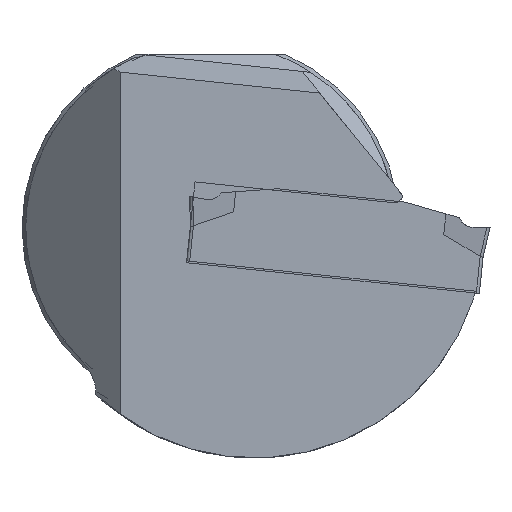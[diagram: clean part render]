
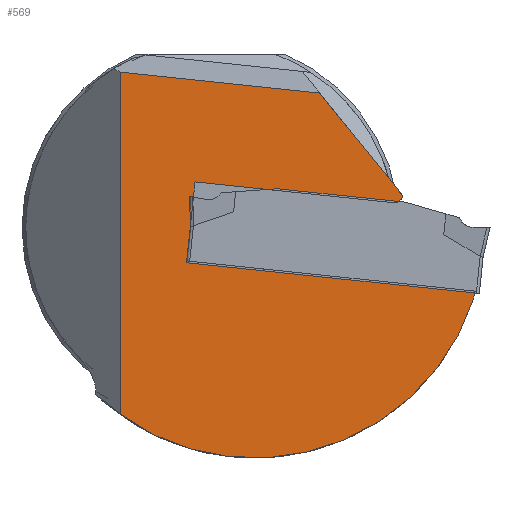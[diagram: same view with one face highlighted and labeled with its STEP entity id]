
A CAD part, left-side view. The second image highlights one B-rep face of the part: STEP entity #569.
In plain terms, the highlighted planar face has unit normal (-1, 0, 0).
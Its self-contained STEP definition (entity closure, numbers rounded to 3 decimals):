
#523=CIRCLE('',#1634,0.5);
#524=CIRCLE('',#1635,15.25);
#569=ADVANCED_FACE('',(#666),#617,.T.);
#617=PLANE('',#1636);
#666=FACE_OUTER_BOUND('',#725,.T.);
#725=EDGE_LOOP('',(#962,#963,#964,#965,#966,#967,#968,#969,#970));
#962=ORIENTED_EDGE('',*,*,#1311,.F.);
#963=ORIENTED_EDGE('',*,*,#1312,.F.);
#964=ORIENTED_EDGE('',*,*,#1313,.F.);
#965=ORIENTED_EDGE('',*,*,#1314,.F.);
#966=ORIENTED_EDGE('',*,*,#1315,.F.);
#967=ORIENTED_EDGE('',*,*,#1316,.T.);
#968=ORIENTED_EDGE('',*,*,#1317,.T.);
#969=ORIENTED_EDGE('',*,*,#1318,.F.);
#970=ORIENTED_EDGE('',*,*,#1319,.F.);
#1174=VERTEX_POINT('',#2260);
#1175=VERTEX_POINT('',#2261);
#1176=VERTEX_POINT('',#2263);
#1177=VERTEX_POINT('',#2265);
#1178=VERTEX_POINT('',#2267);
#1179=VERTEX_POINT('',#2269);
#1180=VERTEX_POINT('',#2271);
#1181=VERTEX_POINT('',#2273);
#1182=VERTEX_POINT('',#2275);
#1311=EDGE_CURVE('',#1174,#1175,#1442,.T.);
#1312=EDGE_CURVE('',#1176,#1174,#1443,.T.);
#1313=EDGE_CURVE('',#1177,#1176,#1444,.T.);
#1314=EDGE_CURVE('',#1178,#1177,#523,.T.);
#1315=EDGE_CURVE('',#1179,#1178,#1445,.T.);
#1316=EDGE_CURVE('',#1179,#1180,#1446,.T.);
#1317=EDGE_CURVE('',#1180,#1181,#1447,.T.);
#1318=EDGE_CURVE('',#1182,#1181,#524,.T.);
#1319=EDGE_CURVE('',#1175,#1182,#1448,.T.);
#1442=LINE('',#2259,#1539);
#1443=LINE('',#2262,#1540);
#1444=LINE('',#2264,#1541);
#1445=LINE('',#2268,#1542);
#1446=LINE('',#2270,#1543);
#1447=LINE('',#2272,#1544);
#1448=LINE('',#2276,#1545);
#1539=VECTOR('',#1871,1.);
#1540=VECTOR('',#1872,1.);
#1541=VECTOR('',#1873,1.);
#1542=VECTOR('',#1876,1.);
#1543=VECTOR('',#1877,1.);
#1544=VECTOR('',#1878,1.);
#1545=VECTOR('',#1881,1.);
#1634=AXIS2_PLACEMENT_3D('',#2266,#1874,#1875);
#1635=AXIS2_PLACEMENT_3D('',#2274,#1879,#1880);
#1636=AXIS2_PLACEMENT_3D('',#2277,#1882,#1883);
#1871=DIRECTION('',(0.,-0.995,-0.105));
#1872=DIRECTION('',(0.,0.105,-0.995));
#1873=DIRECTION('',(0.,0.995,0.105));
#1874=DIRECTION('',(1.,0.,0.));
#1875=DIRECTION('',(0.,-1.,0.));
#1876=DIRECTION('',(0.,-0.629,-0.777));
#1877=DIRECTION('',(0.,0.995,0.105));
#1878=DIRECTION('',(0.,0.,-1.));
#1879=DIRECTION('',(1.,0.,0.));
#1880=DIRECTION('',(0.,0.,1.));
#1881=DIRECTION('',(0.,0.225,-0.974));
#1882=DIRECTION('',(-1.,0.,0.));
#1883=DIRECTION('',(0.,0.,1.));
#2259=CARTESIAN_POINT('',(0.2,-18.024,-4.254));
#2260=CARTESIAN_POINT('',(0.2,1.589,-2.192));
#2261=CARTESIAN_POINT('',(0.2,-17.52,-4.201));
#2262=CARTESIAN_POINT('',(0.2,1.473,-1.091));
#2263=CARTESIAN_POINT('',(0.2,1.039,3.039));
#2264=CARTESIAN_POINT('',(0.2,-3.415,2.571));
#2265=CARTESIAN_POINT('',(0.2,-12.142,1.654));
#2266=CARTESIAN_POINT('',(0.2,-12.195,2.151));
#2267=CARTESIAN_POINT('',(0.2,-12.694,2.169));
#2268=CARTESIAN_POINT('',(0.2,-8.728,7.068));
#2269=CARTESIAN_POINT('',(0.2,-7.226,8.922));
#2270=CARTESIAN_POINT('',(0.2,-1.006,9.575));
#2271=CARTESIAN_POINT('',(0.2,6.,10.312));
#2272=CARTESIAN_POINT('',(0.2,6.,332.919));
#2273=CARTESIAN_POINT('',(0.2,6.,-12.384));
#2274=CARTESIAN_POINT('',(0.2,-2.9,0.));
#2275=CARTESIAN_POINT('',(0.2,-17.398,-4.728));
#2276=CARTESIAN_POINT('',(0.2,-17.554,-4.053));
#2277=CARTESIAN_POINT('',(0.2,0.,0.));
